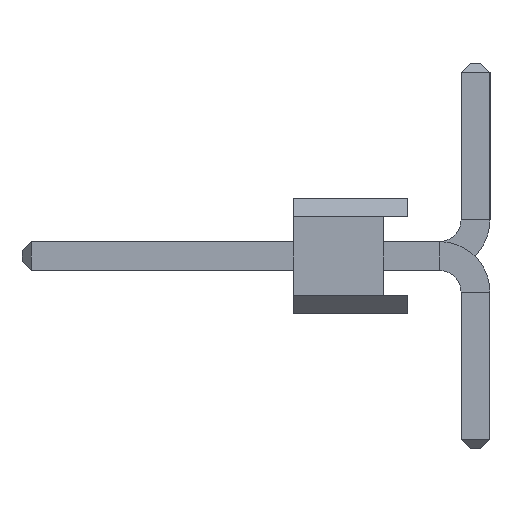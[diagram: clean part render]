
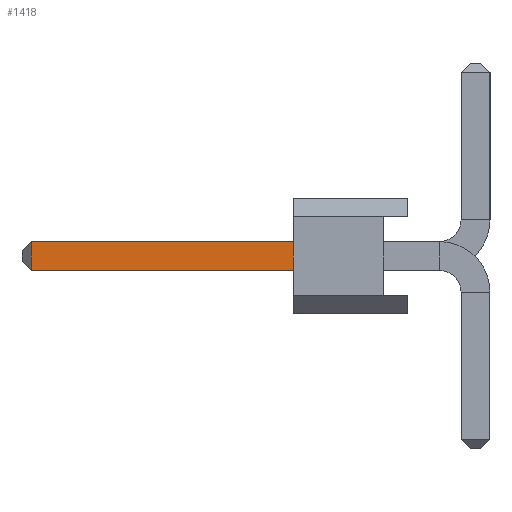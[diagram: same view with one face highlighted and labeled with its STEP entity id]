
A CAD part, left-side view. The second image highlights one B-rep face of the part: STEP entity #1418.
In plain terms, the highlighted planar face has unit normal (-1, 0, 0).
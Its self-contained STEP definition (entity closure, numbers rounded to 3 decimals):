
#25 = CARTESIAN_POINT ( 'NONE',  ( -0.32, 8.34, 0.32 ) ) ;
#31 = AXIS2_PLACEMENT_3D ( 'NONE', #762, #1627, #43 ) ;
#43 = DIRECTION ( 'NONE',  ( 0., 0., 1. ) ) ;
#55 = PLANE ( 'NONE',  #31 ) ;
#100 = CARTESIAN_POINT ( 'NONE',  ( -0.32, -0.7, -0.32 ) ) ;
#157 = VECTOR ( 'NONE', #803, 1000. ) ;
#182 = LINE ( 'NONE', #536, #403 ) ;
#265 = CARTESIAN_POINT ( 'NONE',  ( -0.32, 2.54, 0. ) ) ;
#394 = EDGE_CURVE ( 'NONE', #701, #606, #182, .T. ) ;
#403 = VECTOR ( 'NONE', #1529, 1000. ) ;
#479 = EDGE_LOOP ( 'NONE', ( #1067, #1088, #1435, #1491 ) ) ;
#536 = CARTESIAN_POINT ( 'NONE',  ( -0.32, 8.34, -0.32 ) ) ;
#573 = CARTESIAN_POINT ( 'NONE',  ( -0.32, 8.34, -0.32 ) ) ;
#606 = VERTEX_POINT ( 'NONE', #573 ) ;
#680 = CARTESIAN_POINT ( 'NONE',  ( -0.32, 2.54, -0.32 ) ) ;
#701 = VERTEX_POINT ( 'NONE', #25 ) ;
#731 = CARTESIAN_POINT ( 'NONE',  ( -0.32, 2.54, 0.32 ) ) ;
#762 = CARTESIAN_POINT ( 'NONE',  ( -0.32, -0.7, -0.32 ) ) ;
#803 = DIRECTION ( 'NONE',  ( 0., 1., 0. ) ) ;
#825 = CARTESIAN_POINT ( 'NONE',  ( -0.32, -0.7, 0.32 ) ) ;
#981 = EDGE_CURVE ( 'NONE', #1767, #701, #998, .T. ) ;
#998 = LINE ( 'NONE', #825, #157 ) ;
#1012 = VECTOR ( 'NONE', #1249, 1000. ) ;
#1067 = ORIENTED_EDGE ( 'NONE', *, *, #981, .T. ) ;
#1078 = EDGE_CURVE ( 'NONE', #1767, #1681, #1773, .T. ) ;
#1088 = ORIENTED_EDGE ( 'NONE', *, *, #394, .T. ) ;
#1164 = EDGE_CURVE ( 'NONE', #1681, #606, #1615, .T. ) ;
#1166 = FACE_OUTER_BOUND ( 'NONE', #479, .T. ) ;
#1239 = VECTOR ( 'NONE', #1254, 1000. ) ;
#1249 = DIRECTION ( 'NONE',  ( 0., 0., -1. ) ) ;
#1254 = DIRECTION ( 'NONE',  ( 0., 1., 0. ) ) ;
#1418 = ADVANCED_FACE ( 'NONE', ( #1166 ), #55, .T. ) ;
#1435 = ORIENTED_EDGE ( 'NONE', *, *, #1164, .F. ) ;
#1491 = ORIENTED_EDGE ( 'NONE', *, *, #1078, .F. ) ;
#1529 = DIRECTION ( 'NONE',  ( 0., 0., -1. ) ) ;
#1615 = LINE ( 'NONE', #100, #1239 ) ;
#1627 = DIRECTION ( 'NONE',  ( -1., 0., 0. ) ) ;
#1681 = VERTEX_POINT ( 'NONE', #680 ) ;
#1767 = VERTEX_POINT ( 'NONE', #731 ) ;
#1773 = LINE ( 'NONE', #265, #1012 ) ;
